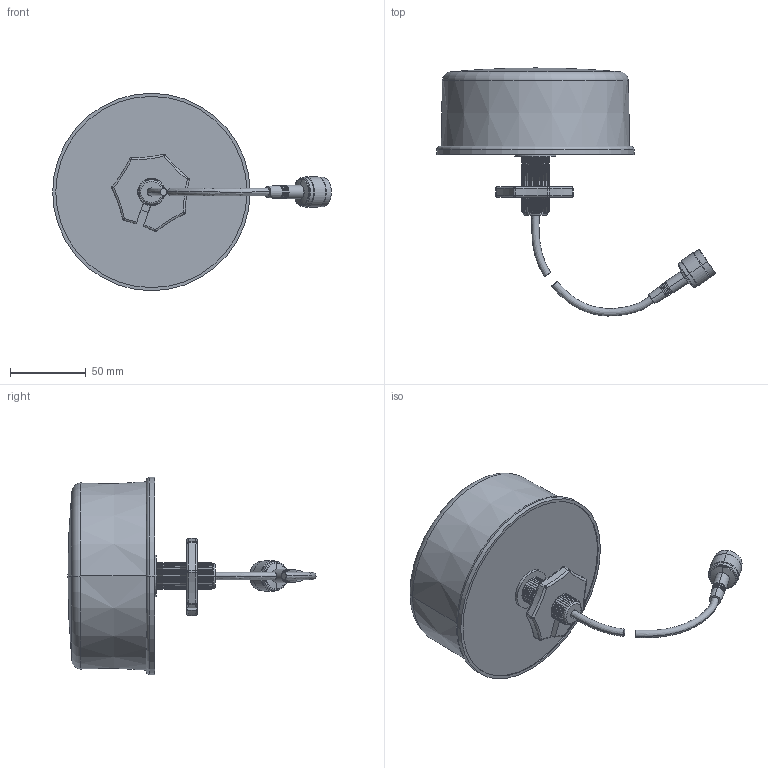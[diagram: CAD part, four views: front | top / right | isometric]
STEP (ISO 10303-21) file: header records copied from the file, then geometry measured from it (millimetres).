
FILE_DESCRIPTION (( 'STEP AP214' ), '1' );
FILE_NAME ('HG2458CU-1-NM.STEP', '2019-06-14T15:52:16', ( '' ), ( '' ), 'SwSTEP 2.0', 'SolidWorks 2018', '' );
FILE_SCHEMA (( 'AUTOMOTIVE_DESIGN' ));
Length unit declared in the file: inch
Products named in the file (10): HG2458CU-1-NM; 12 Inch-195; ANM-1700; ANM-1700-MA2; HG2458CU-1_Nut; HG2458CU-1_Antenna; ANM-1700_NO PIN; ANM-1700-MA1; HG2458CU-1_Boot; ANM-1700-MA3
Assembly tree (9 placements, depth 3):
  HG2458CU-1-NM
    HG2458CU-1_Antenna
    HG2458CU-1_Nut
    12 Inch-195
    HG2458CU-1_Boot
    ANM-1700
      ANM-1700_NO PIN
      ANM-1700-MA2
      ANM-1700-MA1
      ANM-1700-MA3
Bounding box: 183.46 x 163.31 x 130 mm (x, y, z)
Volume: 685519.2 mm3; surface area: 61979.8 mm2
Topology: 9 solids, 9 shells, 498 faces, 1040 edges, 577 vertices
Faces by surface type: cone 300, cylinder 104, plane 50, torus 22, sphere 18, bspline 4
Entity records: 14477 total; most frequent: CARTESIAN_POINT 2982, DIRECTION 2542, ORIENTED_EDGE 2048, AXIS2_PLACEMENT_3D 1077, EDGE_CURVE 1024, VERTEX_POINT 577, CIRCLE 570, EDGE_LOOP 541
